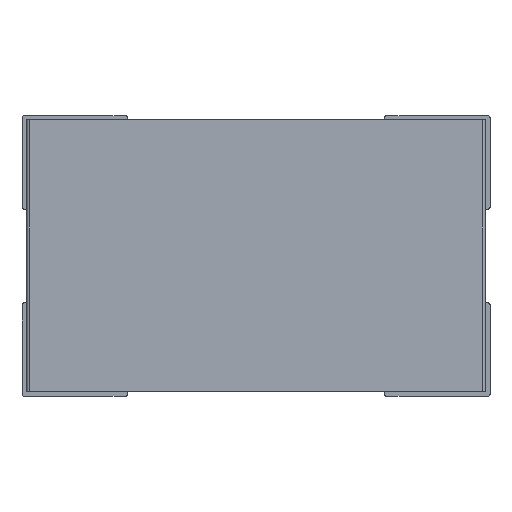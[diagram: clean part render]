
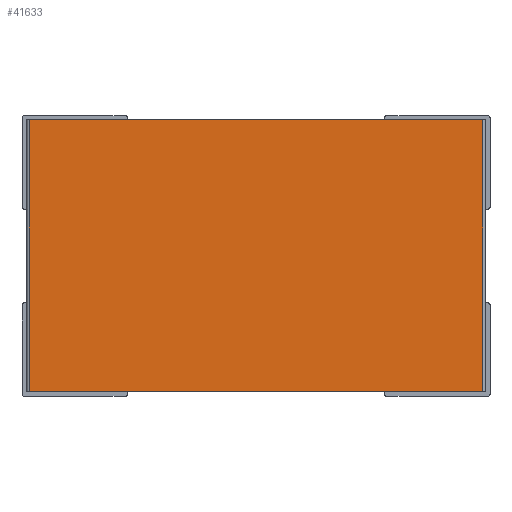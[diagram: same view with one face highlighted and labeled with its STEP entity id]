
A CAD part, top view. The second image highlights one B-rep face of the part: STEP entity #41633.
In plain terms, the highlighted planar face has unit normal (0, 0, 1).
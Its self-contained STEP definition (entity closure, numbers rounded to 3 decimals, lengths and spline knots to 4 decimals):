
#40732 = PLANE('',#40733);
#40733 = AXIS2_PLACEMENT_3D('',#40734,#40735,#40736);
#40734 = CARTESIAN_POINT('',(0.97,-0.58,0.91));
#40735 = DIRECTION('',(0.,-1.,0.));
#40736 = DIRECTION('',(1.,0.,0.));
#40851 = PLANE('',#40852);
#40852 = AXIS2_PLACEMENT_3D('',#40853,#40854,#40855);
#40853 = CARTESIAN_POINT('',(0.97,0.58,0.91));
#40854 = DIRECTION('',(0.,-1.,0.));
#40855 = DIRECTION('',(1.,0.,0.));
#41099 = CYLINDRICAL_SURFACE('',#41100,0.01);
#41100 = AXIS2_PLACEMENT_3D('',#41101,#41102,#41103);
#41101 = CARTESIAN_POINT('',(0.97,-0.58,1.19));
#41102 = DIRECTION('',(0.,1.,0.));
#41103 = DIRECTION('',(-1.,0.,0.));
#41234 = VERTEX_POINT('',#41235);
#41235 = CARTESIAN_POINT('',(-0.97,0.58,1.2));
#41254 = CYLINDRICAL_SURFACE('',#41255,0.01);
#41255 = AXIS2_PLACEMENT_3D('',#41256,#41257,#41258);
#41256 = CARTESIAN_POINT('',(-0.97,-0.58,1.19));
#41257 = DIRECTION('',(0.,1.,0.));
#41258 = DIRECTION('',(-1.,0.,0.));
#41288 = EDGE_CURVE('',#41234,#41289,#41291,.T.);
#41289 = VERTEX_POINT('',#41290);
#41290 = CARTESIAN_POINT('',(0.97,0.58,1.2));
#41291 = SURFACE_CURVE('',#41292,(#41296,#41303),.PCURVE_S1.);
#41292 = LINE('',#41293,#41294);
#41293 = CARTESIAN_POINT('',(0.97,0.58,1.2));
#41294 = VECTOR('',#41295,1.);
#41295 = DIRECTION('',(1.,0.,0.));
#41296 = PCURVE('',#40851,#41297);
#41297 = DEFINITIONAL_REPRESENTATION('',(#41298),#41302);
#41298 = LINE('',#41299,#41300);
#41299 = CARTESIAN_POINT('',(0.,0.29));
#41300 = VECTOR('',#41301,1.);
#41301 = DIRECTION('',(1.,0.));
#41302 = ( GEOMETRIC_REPRESENTATION_CONTEXT(2) 
PARAMETRIC_REPRESENTATION_CONTEXT() REPRESENTATION_CONTEXT('2D SPACE',''
  ) );
#41303 = PCURVE('',#41304,#41309);
#41304 = PLANE('',#41305);
#41305 = AXIS2_PLACEMENT_3D('',#41306,#41307,#41308);
#41306 = CARTESIAN_POINT('',(0.97,-0.58,1.2));
#41307 = DIRECTION('',(0.,0.,1.));
#41308 = DIRECTION('',(1.,0.,0.));
#41309 = DEFINITIONAL_REPRESENTATION('',(#41310),#41314);
#41310 = LINE('',#41311,#41312);
#41311 = CARTESIAN_POINT('',(0.,1.16));
#41312 = VECTOR('',#41313,1.);
#41313 = DIRECTION('',(1.,0.));
#41314 = ( GEOMETRIC_REPRESENTATION_CONTEXT(2) 
PARAMETRIC_REPRESENTATION_CONTEXT() REPRESENTATION_CONTEXT('2D SPACE',''
  ) );
#41541 = EDGE_CURVE('',#41542,#41289,#41544,.T.);
#41542 = VERTEX_POINT('',#41543);
#41543 = CARTESIAN_POINT('',(0.97,-0.58,1.2));
#41544 = SURFACE_CURVE('',#41545,(#41549,#41578),.PCURVE_S1.);
#41545 = LINE('',#41546,#41547);
#41546 = CARTESIAN_POINT('',(0.97,-0.58,1.2));
#41547 = VECTOR('',#41548,1.);
#41548 = DIRECTION('',(0.,1.,0.));
#41549 = PCURVE('',#41099,#41550);
#41550 = DEFINITIONAL_REPRESENTATION('',(#41551),#41577);
#41551 = B_SPLINE_CURVE_WITH_KNOTS('',3,(#41552,#41553,#41554,#41555,
    #41556,#41557,#41558,#41559,#41560,#41561,#41562,#41563,#41564,
    #41565,#41566,#41567,#41568,#41569,#41570,#41571,#41572,#41573,
    #41574,#41575,#41576),.UNSPECIFIED.,.F.,.F.,(4,1,1,1,1,1,1,1,1,1,1,1
    ,1,1,1,1,1,1,1,1,1,1,4),(0.,0.0527,0.1055,
    0.1582,0.2109,0.2636,0.3164,
    0.3691,0.4218,0.4745,0.5273,0.58,
    0.6327,0.6855,0.7382,0.7909,
    0.8436,0.8964,0.9491,1.0018,
    1.0545,1.1073,1.16),.QUASI_UNIFORM_KNOTS.);
#41552 = CARTESIAN_POINT('',(1.571,0.));
#41553 = CARTESIAN_POINT('',(1.571,0.018));
#41554 = CARTESIAN_POINT('',(1.571,0.053));
#41555 = CARTESIAN_POINT('',(1.571,0.105));
#41556 = CARTESIAN_POINT('',(1.571,0.158));
#41557 = CARTESIAN_POINT('',(1.571,0.211));
#41558 = CARTESIAN_POINT('',(1.571,0.264));
#41559 = CARTESIAN_POINT('',(1.571,0.316));
#41560 = CARTESIAN_POINT('',(1.571,0.369));
#41561 = CARTESIAN_POINT('',(1.571,0.422));
#41562 = CARTESIAN_POINT('',(1.571,0.475));
#41563 = CARTESIAN_POINT('',(1.571,0.527));
#41564 = CARTESIAN_POINT('',(1.571,0.58));
#41565 = CARTESIAN_POINT('',(1.571,0.633));
#41566 = CARTESIAN_POINT('',(1.571,0.685));
#41567 = CARTESIAN_POINT('',(1.571,0.738));
#41568 = CARTESIAN_POINT('',(1.571,0.791));
#41569 = CARTESIAN_POINT('',(1.571,0.844));
#41570 = CARTESIAN_POINT('',(1.571,0.896));
#41571 = CARTESIAN_POINT('',(1.571,0.949));
#41572 = CARTESIAN_POINT('',(1.571,1.002));
#41573 = CARTESIAN_POINT('',(1.571,1.055));
#41574 = CARTESIAN_POINT('',(1.571,1.107));
#41575 = CARTESIAN_POINT('',(1.571,1.142));
#41576 = CARTESIAN_POINT('',(1.571,1.16));
#41577 = ( GEOMETRIC_REPRESENTATION_CONTEXT(2) 
PARAMETRIC_REPRESENTATION_CONTEXT() REPRESENTATION_CONTEXT('2D SPACE',''
  ) );
#41578 = PCURVE('',#41304,#41579);
#41579 = DEFINITIONAL_REPRESENTATION('',(#41580),#41584);
#41580 = LINE('',#41581,#41582);
#41581 = CARTESIAN_POINT('',(0.,0.));
#41582 = VECTOR('',#41583,1.);
#41583 = DIRECTION('',(0.,1.));
#41584 = ( GEOMETRIC_REPRESENTATION_CONTEXT(2) 
PARAMETRIC_REPRESENTATION_CONTEXT() REPRESENTATION_CONTEXT('2D SPACE',''
  ) );
#41633 = ADVANCED_FACE('',(#41634),#41304,.T.);
#41634 = FACE_BOUND('',#41635,.T.);
#41635 = EDGE_LOOP('',(#41636,#41637,#41638,#41683));
#41636 = ORIENTED_EDGE('',*,*,#41541,.T.);
#41637 = ORIENTED_EDGE('',*,*,#41288,.F.);
#41638 = ORIENTED_EDGE('',*,*,#41639,.F.);
#41639 = EDGE_CURVE('',#41640,#41234,#41642,.T.);
#41640 = VERTEX_POINT('',#41641);
#41641 = CARTESIAN_POINT('',(-0.97,-0.58,1.2));
#41642 = SURFACE_CURVE('',#41643,(#41647,#41654),.PCURVE_S1.);
#41643 = LINE('',#41644,#41645);
#41644 = CARTESIAN_POINT('',(-0.97,-0.58,1.2));
#41645 = VECTOR('',#41646,1.);
#41646 = DIRECTION('',(0.,1.,0.));
#41647 = PCURVE('',#41304,#41648);
#41648 = DEFINITIONAL_REPRESENTATION('',(#41649),#41653);
#41649 = LINE('',#41650,#41651);
#41650 = CARTESIAN_POINT('',(-1.94,0.));
#41651 = VECTOR('',#41652,1.);
#41652 = DIRECTION('',(0.,1.));
#41653 = ( GEOMETRIC_REPRESENTATION_CONTEXT(2) 
PARAMETRIC_REPRESENTATION_CONTEXT() REPRESENTATION_CONTEXT('2D SPACE',''
  ) );
#41654 = PCURVE('',#41254,#41655);
#41655 = DEFINITIONAL_REPRESENTATION('',(#41656),#41682);
#41656 = B_SPLINE_CURVE_WITH_KNOTS('',3,(#41657,#41658,#41659,#41660,
    #41661,#41662,#41663,#41664,#41665,#41666,#41667,#41668,#41669,
    #41670,#41671,#41672,#41673,#41674,#41675,#41676,#41677,#41678,
    #41679,#41680,#41681),.UNSPECIFIED.,.F.,.F.,(4,1,1,1,1,1,1,1,1,1,1,1
    ,1,1,1,1,1,1,1,1,1,1,4),(0.,0.0527,0.1055,
    0.1582,0.2109,0.2636,0.3164,
    0.3691,0.4218,0.4745,0.5273,0.58,
    0.6327,0.6855,0.7382,0.7909,
    0.8436,0.8964,0.9491,1.0018,
    1.0545,1.1073,1.16),.QUASI_UNIFORM_KNOTS.);
#41657 = CARTESIAN_POINT('',(1.571,0.));
#41658 = CARTESIAN_POINT('',(1.571,0.018));
#41659 = CARTESIAN_POINT('',(1.571,0.053));
#41660 = CARTESIAN_POINT('',(1.571,0.105));
#41661 = CARTESIAN_POINT('',(1.571,0.158));
#41662 = CARTESIAN_POINT('',(1.571,0.211));
#41663 = CARTESIAN_POINT('',(1.571,0.264));
#41664 = CARTESIAN_POINT('',(1.571,0.316));
#41665 = CARTESIAN_POINT('',(1.571,0.369));
#41666 = CARTESIAN_POINT('',(1.571,0.422));
#41667 = CARTESIAN_POINT('',(1.571,0.475));
#41668 = CARTESIAN_POINT('',(1.571,0.527));
#41669 = CARTESIAN_POINT('',(1.571,0.58));
#41670 = CARTESIAN_POINT('',(1.571,0.633));
#41671 = CARTESIAN_POINT('',(1.571,0.685));
#41672 = CARTESIAN_POINT('',(1.571,0.738));
#41673 = CARTESIAN_POINT('',(1.571,0.791));
#41674 = CARTESIAN_POINT('',(1.571,0.844));
#41675 = CARTESIAN_POINT('',(1.571,0.896));
#41676 = CARTESIAN_POINT('',(1.571,0.949));
#41677 = CARTESIAN_POINT('',(1.571,1.002));
#41678 = CARTESIAN_POINT('',(1.571,1.055));
#41679 = CARTESIAN_POINT('',(1.571,1.107));
#41680 = CARTESIAN_POINT('',(1.571,1.142));
#41681 = CARTESIAN_POINT('',(1.571,1.16));
#41682 = ( GEOMETRIC_REPRESENTATION_CONTEXT(2) 
PARAMETRIC_REPRESENTATION_CONTEXT() REPRESENTATION_CONTEXT('2D SPACE',''
  ) );
#41683 = ORIENTED_EDGE('',*,*,#41684,.T.);
#41684 = EDGE_CURVE('',#41640,#41542,#41685,.T.);
#41685 = SURFACE_CURVE('',#41686,(#41690,#41697),.PCURVE_S1.);
#41686 = LINE('',#41687,#41688);
#41687 = CARTESIAN_POINT('',(0.97,-0.58,1.2));
#41688 = VECTOR('',#41689,1.);
#41689 = DIRECTION('',(1.,0.,0.));
#41690 = PCURVE('',#41304,#41691);
#41691 = DEFINITIONAL_REPRESENTATION('',(#41692),#41696);
#41692 = LINE('',#41693,#41694);
#41693 = CARTESIAN_POINT('',(0.,0.));
#41694 = VECTOR('',#41695,1.);
#41695 = DIRECTION('',(1.,0.));
#41696 = ( GEOMETRIC_REPRESENTATION_CONTEXT(2) 
PARAMETRIC_REPRESENTATION_CONTEXT() REPRESENTATION_CONTEXT('2D SPACE',''
  ) );
#41697 = PCURVE('',#40732,#41698);
#41698 = DEFINITIONAL_REPRESENTATION('',(#41699),#41703);
#41699 = LINE('',#41700,#41701);
#41700 = CARTESIAN_POINT('',(0.,0.29));
#41701 = VECTOR('',#41702,1.);
#41702 = DIRECTION('',(1.,0.));
#41703 = ( GEOMETRIC_REPRESENTATION_CONTEXT(2) 
PARAMETRIC_REPRESENTATION_CONTEXT() REPRESENTATION_CONTEXT('2D SPACE',''
  ) );
